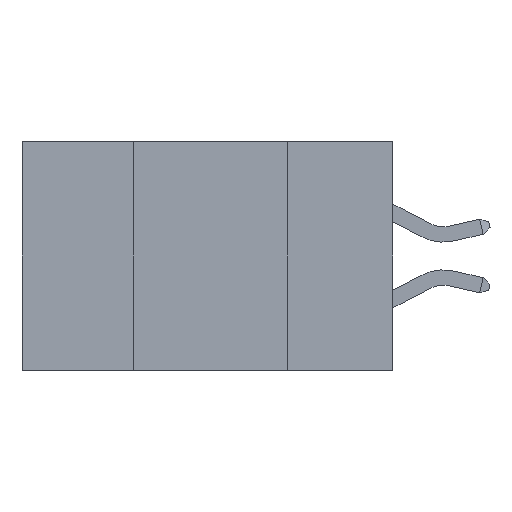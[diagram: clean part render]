
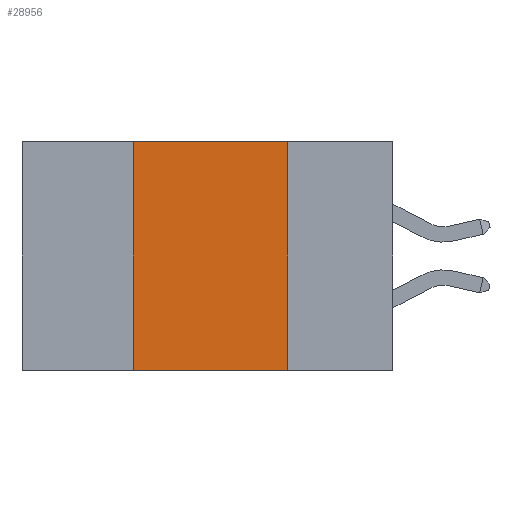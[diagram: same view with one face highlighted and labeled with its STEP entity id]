
A CAD part, left-side view. The second image highlights one B-rep face of the part: STEP entity #28956.
In plain terms, the highlighted planar face has unit normal (-1, 0, 0).
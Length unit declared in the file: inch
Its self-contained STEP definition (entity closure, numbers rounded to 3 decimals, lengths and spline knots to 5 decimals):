
#310 = ORIENTED_EDGE ( 'NONE', *, *, #12395, .F. ) ;
#1170 = ORIENTED_EDGE ( 'NONE', *, *, #5369, .F. ) ;
#3725 = DIRECTION ( 'NONE',  ( 0., -1., 0. ) ) ;
#5369 = EDGE_CURVE ( 'NONE', #8246, #13920, #13425, .T. ) ;
#5503 = ORIENTED_EDGE ( 'NONE', *, *, #9078, .F. ) ;
#5810 = CARTESIAN_POINT ( 'NONE',  ( 0., 0.42, 0. ) ) ;
#8246 = VERTEX_POINT ( 'NONE', #14751 ) ;
#9078 = EDGE_CURVE ( 'NONE', #13920, #12369, #24665, .T. ) ;
#9444 = VECTOR ( 'NONE', #3725, 39.37008 ) ;
#9462 = EDGE_LOOP ( 'NONE', ( #5503, #1170, #310, #26677 ) ) ;
#9759 = VECTOR ( 'NONE', #15324, 39.37008 ) ;
#10376 = LINE ( 'NONE', #15922, #9759 ) ;
#10684 = CARTESIAN_POINT ( 'NONE',  ( 0., 0.42, -0.37 ) ) ;
#10771 = DIRECTION ( 'NONE',  ( 0., 0., -1. ) ) ;
#12166 = CARTESIAN_POINT ( 'NONE',  ( 0., 0.17, 0. ) ) ;
#12369 = VERTEX_POINT ( 'NONE', #20127 ) ;
#12395 = EDGE_CURVE ( 'NONE', #23099, #8246, #30778, .T. ) ;
#12754 = CARTESIAN_POINT ( 'NONE',  ( 0., 0.6, 0. ) ) ;
#13425 = LINE ( 'NONE', #23456, #9444 ) ;
#13920 = VERTEX_POINT ( 'NONE', #23777 ) ;
#14751 = CARTESIAN_POINT ( 'NONE',  ( 0., 0.42, 0. ) ) ;
#14805 = DIRECTION ( 'NONE',  ( 0., 0., -1. ) ) ;
#15324 = DIRECTION ( 'NONE',  ( 0., -1., 0. ) ) ;
#15922 = CARTESIAN_POINT ( 'NONE',  ( 0., 0.6, -0.37 ) ) ;
#16325 = DIRECTION ( 'NONE',  ( 0., 0., 1. ) ) ;
#17892 = AXIS2_PLACEMENT_3D ( 'NONE', #12754, #20636, #10771 ) ;
#20127 = CARTESIAN_POINT ( 'NONE',  ( 0., 0.17, -0.37 ) ) ;
#20636 = DIRECTION ( 'NONE',  ( 1., 0., 0. ) ) ;
#21282 = EDGE_CURVE ( 'NONE', #23099, #12369, #10376, .T. ) ;
#22399 = VECTOR ( 'NONE', #14805, 39.37008 ) ;
#23099 = VERTEX_POINT ( 'NONE', #10684 ) ;
#23456 = CARTESIAN_POINT ( 'NONE',  ( 0., 0.6, 0. ) ) ;
#23777 = CARTESIAN_POINT ( 'NONE',  ( 0., 0.17, 0. ) ) ;
#24665 = LINE ( 'NONE', #12166, #22399 ) ;
#25582 = FACE_OUTER_BOUND ( 'NONE', #9462, .T. ) ;
#26677 = ORIENTED_EDGE ( 'NONE', *, *, #21282, .T. ) ;
#27713 = PLANE ( 'NONE',  #17892 ) ;
#28803 = VECTOR ( 'NONE', #16325, 39.37008 ) ;
#28956 = ADVANCED_FACE ( 'NONE', ( #25582 ), #27713, .F. ) ;
#30778 = LINE ( 'NONE', #5810, #28803 ) ;
